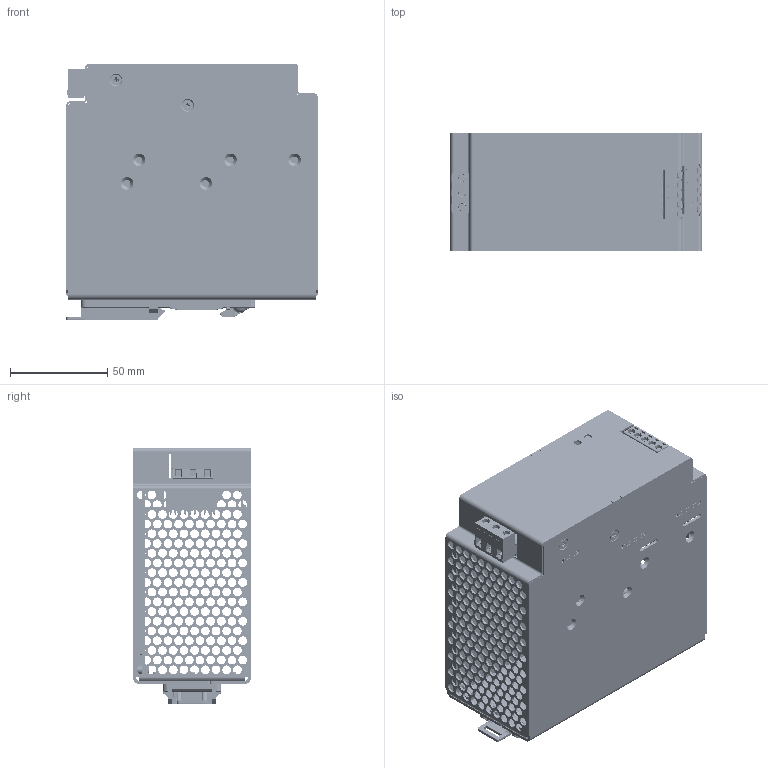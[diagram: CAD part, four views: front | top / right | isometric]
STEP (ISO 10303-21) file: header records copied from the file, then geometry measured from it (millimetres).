
FILE_DESCRIPTION(('STEP AP242'), '1');
FILE_NAME('ÀÍÆÅ.436237.017 ÑÁ - Ìîäóëü ýëåêòðîïèòàíèÿ ÊÀÍ-Ä240', '', ('UNSPECIFIED'), ('UNSPECIFIED'), 'C3D Converter', 'C3D Toolkit', '');
FILE_SCHEMA(('AP242_MANAGED_MODEL_BASED_3D_ENGINEERING_MIM_LF { 1 0 10303 442 1 1 4 }'));
Length unit declared in the file: millimetre
Products named in the file (31): АНЖЕ.436237.017; 42WUM; 3296P; АНЖЕ.731146.013 -; DINKLE_3EHDRC-XXP; DINKLE_7ESDV-XXP; DINKLE_5EEHDR-XXP; DINKLE_5ESDV-XXP; АНЖЕ.301629.037; BASE_FOOT-XIAO0; SLIP_1-XIAO-K; АНЖЕ.301440.062; АНЖЕ.745312.072; АНЖЕ.301440.061; АНЖЕ.745312.073; АНЖЕ.301440.063; АНЖЕ.745418.044; АНЖЕ.757532.003; АНЖЕ.741321.012-03
Assembly tree (56 placements, depth 3):
  АНЖЕ.436237.017
    (unnamed)
      (unnamed)
      (unnamed)
      (unnamed)
      42WUM
      3296P
      АНЖЕ.731146.013 -  x2
      DINKLE_3EHDRC-XXP
      DINKLE_7ESDV-XXP
      DINKLE_5EEHDR-XXP
      DINKLE_5ESDV-XXP  x2
    АНЖЕ.301629.037
      BASE_FOOT-XIAO0
      SLIP_1-XIAO-K
    АНЖЕ.301440.062
      АНЖЕ.745312.072
      (unnamed)  x2
      (unnamed)  x4
    (unnamed)  x4
    АНЖЕ.301440.061
      АНЖЕ.745312.073
      (unnamed)
    (unnamed)  x2
    (unnamed)  x8
    АНЖЕ.301440.063
      АНЖЕ.745418.044
      (unnamed)  x6
    АНЖЕ.757532.003
    (unnamed)  x4
    АНЖЕ.741321.012-03
    (unnamed)
Bounding box: 129.5 x 60.5 x 132 mm (x, y, z)
Volume: 173338.6 mm3; surface area: 238771 mm2
Topology: 55 solids, 55 shells, 3965 faces, 10763 edges, 7076 vertices
Faces by surface type: plane 2286, cylinder 1183, cone 183, bspline 145, torus 115, sphere 53
Full cylindrical faces by diameter (mm): 0.5 x3, 1.4 x1, 1.6 x10, 2.2 x1, 2.459 x12, 2.49 x3, 2.5 x10, 3 x13, 3.2 x8, 3.242 x3, 3.4 x4, 3.5 x2, 3.85 x10, 3.94 x3, 4 x11, 4.05 x26, 4.19 x4, 4.2 x13, 4.22 x6, 4.5 x369, 5 x4, 5.38 x3, 5.4 x3, 5.5 x4, 5.6 x8, 6.3 x6, 6.5 x6, 7 x3, 7.9 x3
Entity records: 128336 total; most frequent: CARTESIAN_POINT 39235, ORIENTED_EDGE 14974, DIRECTION 14705, EDGE_CURVE 7487, VERTEX_POINT 5221, AXIS2_PLACEMENT_3D 5169, EDGE_LOOP 4606, LINE 4367
